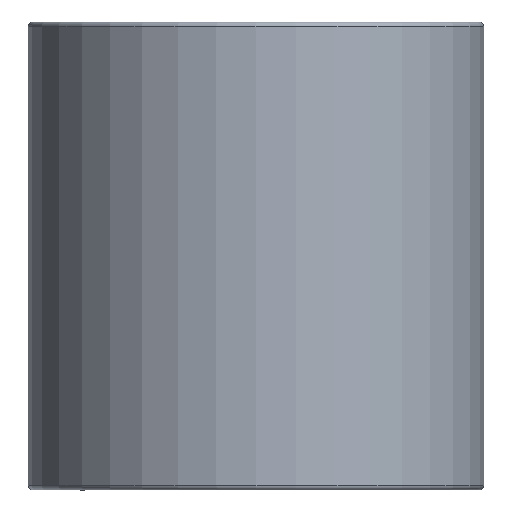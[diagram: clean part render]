
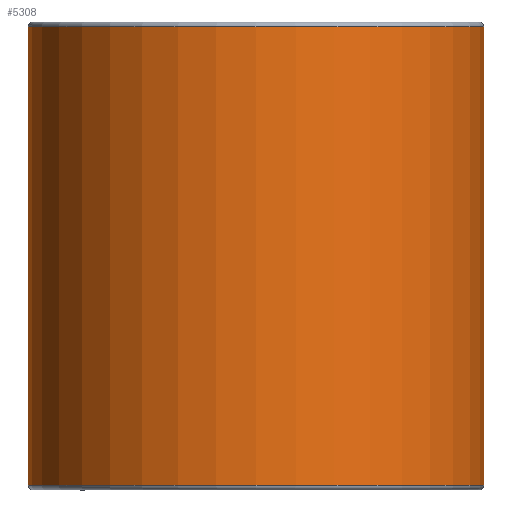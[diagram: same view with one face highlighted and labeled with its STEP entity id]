
A CAD part, front view. The second image highlights one B-rep face of the part: STEP entity #5308.
In plain terms, the highlighted cylindrical face has radius 18.542 mm (diameter 37.084 mm), a partial arc.
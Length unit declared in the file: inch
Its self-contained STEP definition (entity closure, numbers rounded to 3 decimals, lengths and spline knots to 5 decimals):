
#265 = CIRCLE ( 'NONE', #2572, 0.73 ) ;
#293 = DIRECTION ( 'NONE',  ( 0., 0., -1. ) ) ;
#320 = DIRECTION ( 'NONE',  ( 0., 0., 1. ) ) ;
#567 = CYLINDRICAL_SURFACE ( 'NONE', #6901, 0.73 ) ;
#832 = CARTESIAN_POINT ( 'NONE',  ( 0.73, 0., -0.735 ) ) ;
#926 = CARTESIAN_POINT ( 'NONE',  ( 0., 0., -0.735 ) ) ;
#955 = DIRECTION ( 'NONE',  ( 1., 0., 0. ) ) ;
#994 = DIRECTION ( 'NONE',  ( 1., 0., 0. ) ) ;
#1390 = LINE ( 'NONE', #8143, #5889 ) ;
#2454 = CARTESIAN_POINT ( 'NONE',  ( 0.73, 0., 0.735 ) ) ;
#2572 = AXIS2_PLACEMENT_3D ( 'NONE', #2940, #6107, #994 ) ;
#2727 = FACE_OUTER_BOUND ( 'NONE', #4118, .T. ) ;
#2849 = ORIENTED_EDGE ( 'NONE', *, *, #5840, .T. ) ;
#2884 = VERTEX_POINT ( 'NONE', #832 ) ;
#2940 = CARTESIAN_POINT ( 'NONE',  ( 0., 0., 0.735 ) ) ;
#3421 = CARTESIAN_POINT ( 'NONE',  ( -0.73, 0., -0.735 ) ) ;
#3528 = CIRCLE ( 'NONE', #4981, 0.73 ) ;
#3585 = ORIENTED_EDGE ( 'NONE', *, *, #6787, .T. ) ;
#3782 = VERTEX_POINT ( 'NONE', #2454 ) ;
#3797 = DIRECTION ( 'NONE',  ( -1., 0., 0. ) ) ;
#3852 = DIRECTION ( 'NONE',  ( 0., 0., -1. ) ) ;
#4118 = EDGE_LOOP ( 'NONE', ( #7499, #3585, #7374, #2849 ) ) ;
#4321 = EDGE_CURVE ( 'NONE', #3782, #2884, #7336, .T. ) ;
#4981 = AXIS2_PLACEMENT_3D ( 'NONE', #926, #320, #955 ) ;
#5308 = ADVANCED_FACE ( 'NONE', ( #2727 ), #567, .T. ) ;
#5377 = VECTOR ( 'NONE', #5498, 39.37008 ) ;
#5389 = CARTESIAN_POINT ( 'NONE',  ( 0.73, 0., 0.75 ) ) ;
#5498 = DIRECTION ( 'NONE',  ( 0., 0., -1. ) ) ;
#5840 = EDGE_CURVE ( 'NONE', #7169, #2884, #3528, .T. ) ;
#5889 = VECTOR ( 'NONE', #293, 39.37008 ) ;
#6107 = DIRECTION ( 'NONE',  ( 0., 0., -1. ) ) ;
#6431 = CARTESIAN_POINT ( 'NONE',  ( 0., 0., 0.75 ) ) ;
#6787 = EDGE_CURVE ( 'NONE', #3782, #6865, #265, .T. ) ;
#6865 = VERTEX_POINT ( 'NONE', #7702 ) ;
#6901 = AXIS2_PLACEMENT_3D ( 'NONE', #6431, #3852, #3797 ) ;
#7169 = VERTEX_POINT ( 'NONE', #3421 ) ;
#7252 = EDGE_CURVE ( 'NONE', #6865, #7169, #1390, .T. ) ;
#7336 = LINE ( 'NONE', #5389, #5377 ) ;
#7374 = ORIENTED_EDGE ( 'NONE', *, *, #7252, .T. ) ;
#7499 = ORIENTED_EDGE ( 'NONE', *, *, #4321, .F. ) ;
#7702 = CARTESIAN_POINT ( 'NONE',  ( -0.73, 0., 0.735 ) ) ;
#8143 = CARTESIAN_POINT ( 'NONE',  ( -0.73, 0., 0.75 ) ) ;
